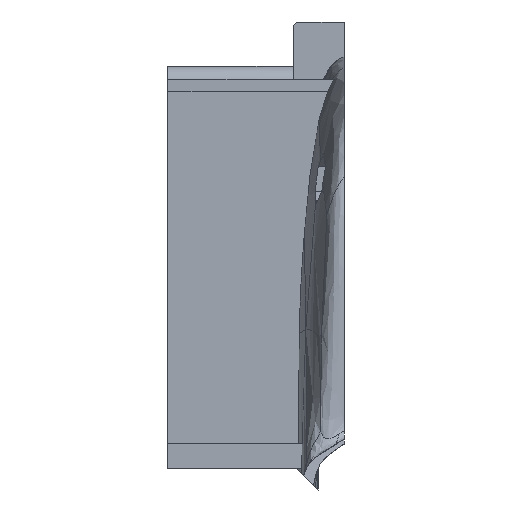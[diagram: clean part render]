
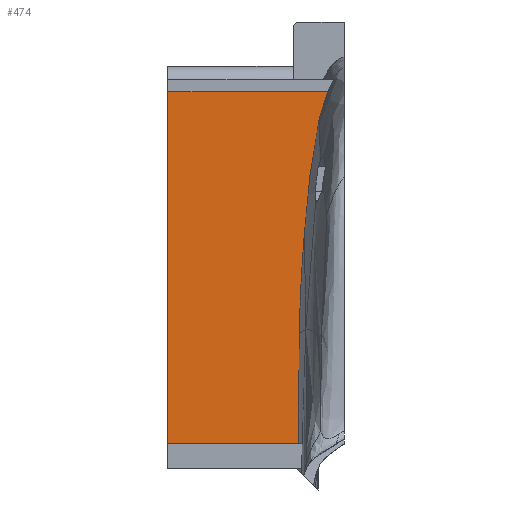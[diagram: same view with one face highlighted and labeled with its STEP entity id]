
A CAD part, front view. The second image highlights one B-rep face of the part: STEP entity #474.
In plain terms, the highlighted planar face has unit normal (0, -1, 0).
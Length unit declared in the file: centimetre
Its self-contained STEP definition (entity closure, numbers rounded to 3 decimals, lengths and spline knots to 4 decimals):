
#474=ADVANCED_FACE('',(#842),#5580,.T.);
#842=FACE_OUTER_BOUND('',#1213,.T.);
#1213=EDGE_LOOP('',(#2096,#2097,#2098,#2099,#2100,#2101,#2102));
#2096=ORIENTED_EDGE('',*,*,#3579,.T.);
#2097=ORIENTED_EDGE('',*,*,#3582,.T.);
#2098=ORIENTED_EDGE('',*,*,#3563,.T.);
#2099=ORIENTED_EDGE('',*,*,#3569,.F.);
#2100=ORIENTED_EDGE('',*,*,#3568,.F.);
#2101=ORIENTED_EDGE('',*,*,#3567,.F.);
#2102=ORIENTED_EDGE('',*,*,#3583,.F.);
#3563=EDGE_CURVE('',#5119,#5120,#4373,.T.);
#3567=EDGE_CURVE('',#5122,#5123,#4377,.T.);
#3568=EDGE_CURVE('',#5123,#5124,#4378,.T.);
#3569=EDGE_CURVE('',#5124,#5120,#4379,.T.);
#3579=EDGE_CURVE('',#5131,#5128,#4389,.T.);
#3582=EDGE_CURVE('',#5128,#5119,#4392,.T.);
#3583=EDGE_CURVE('',#5131,#5122,#4393,.T.);
#4373=B_SPLINE_CURVE_WITH_KNOTS('',1,(#13188,#13189),.UNSPECIFIED.,.F.,
 .F.,(2,2),(-5.1607,-4.8605),.UNSPECIFIED.);
#4377=B_SPLINE_CURVE_WITH_KNOTS('',3,(#13198,#13199,#13200,#13201,#13202,
#13203,#13204,#13205,#13206,#13207,#13208,#13209,#13210,#13211,#13212,#13213),
 .UNSPECIFIED.,.F.,.F.,(4,3,3,3,3,4),(0.,0.4184,0.8876,
1.3765,1.8099,1.8548),.UNSPECIFIED.);
#4378=B_SPLINE_CURVE_WITH_KNOTS('',3,(#13214,#13215,#13216,#13217,#13218,
#13219,#13220,#13221,#13222,#13223,#13224,#13225,#13226,#13227,#13228,#13229),
 .UNSPECIFIED.,.F.,.F.,(4,3,3,3,3,4),(0.,0.4473,0.7595,
0.9143,1.2025,1.621),.UNSPECIFIED.);
#4379=B_SPLINE_CURVE_WITH_KNOTS('',3,(#13230,#13231,#13232,#13233,#13234,
#13235,#13236,#13237,#13238,#13239,#13240,#13241,#13242,#13243,#13244,#13245),
 .UNSPECIFIED.,.F.,.F.,(4,3,3,3,3,4),(0.,0.3308,0.4766,
1.0639,1.8029,2.1036),.UNSPECIFIED.);
#4389=B_SPLINE_CURVE_WITH_KNOTS('',1,(#13321,#13322),.UNSPECIFIED.,.F.,
 .F.,(2,2),(-0.9072,1.058),.UNSPECIFIED.);
#4392=B_SPLINE_CURVE_WITH_KNOTS('',1,(#13327,#13328),.UNSPECIFIED.,.F.,
 .F.,(2,2),(-5.3306,0.),.UNSPECIFIED.);
#4393=B_SPLINE_CURVE_WITH_KNOTS('',3,(#13329,#13330,#13331,#13332,#13333,
#13334,#13335),.UNSPECIFIED.,.F.,.F.,(4,3,4),(0.3875,0.507,
0.849),.UNSPECIFIED.);
#5119=VERTEX_POINT('',#13175);
#5120=VERTEX_POINT('',#13176);
#5122=VERTEX_POINT('',#13178);
#5123=VERTEX_POINT('',#13179);
#5124=VERTEX_POINT('',#13180);
#5128=VERTEX_POINT('',#13184);
#5131=VERTEX_POINT('',#13187);
#5580=PLANE('',#6045);
#6045=AXIS2_PLACEMENT_3D('',#13171,#6398,$);
#6398=DIRECTION('',(0.,-1.,0.));
#13171=CARTESIAN_POINT('',(-371.826,421.6813,58.2507));
#13175=CARTESIAN_POINT('',(-374.4158,421.6813,58.2507));
#13176=CARTESIAN_POINT('',(-372.2996,421.6813,58.2507));
#13178=CARTESIAN_POINT('',(-371.9635,421.6813,63.9104));
#13179=CARTESIAN_POINT('',(-372.2034,421.6813,62.0729));
#13180=CARTESIAN_POINT('',(-372.2853,421.6813,60.4543));
#13184=CARTESIAN_POINT('',(-374.4158,421.6813,64.3499));
#13187=CARTESIAN_POINT('',(-371.826,421.6813,64.3499));
#13188=CARTESIAN_POINT('',(-374.4158,421.6813,58.2507));
#13189=CARTESIAN_POINT('',(-372.2996,421.6813,58.2507));
#13198=CARTESIAN_POINT('',(-371.9635,421.6813,63.9104));
#13199=CARTESIAN_POINT('',(-371.9946,421.6813,63.7774));
#13200=CARTESIAN_POINT('',(-372.0211,421.6813,63.6346));
#13201=CARTESIAN_POINT('',(-372.0431,421.6813,63.4999));
#13202=CARTESIAN_POINT('',(-372.068,421.6813,63.3471));
#13203=CARTESIAN_POINT('',(-372.0897,421.6813,63.1889));
#13204=CARTESIAN_POINT('',(-372.1086,421.6813,63.0353));
#13205=CARTESIAN_POINT('',(-372.1283,421.6813,62.8744));
#13206=CARTESIAN_POINT('',(-372.1458,421.6813,62.7106));
#13207=CARTESIAN_POINT('',(-372.1615,421.6813,62.5492));
#13208=CARTESIAN_POINT('',(-372.1754,421.6813,62.4055));
#13209=CARTESIAN_POINT('',(-372.188,421.6813,62.2616));
#13210=CARTESIAN_POINT('',(-372.1998,421.6813,62.1176));
#13211=CARTESIAN_POINT('',(-372.201,421.6813,62.1027));
#13212=CARTESIAN_POINT('',(-372.2022,421.6813,62.0878));
#13213=CARTESIAN_POINT('',(-372.2034,421.6813,62.0729));
#13214=CARTESIAN_POINT('',(-372.2034,421.6813,62.0729));
#13215=CARTESIAN_POINT('',(-372.2154,421.6813,61.9243));
#13216=CARTESIAN_POINT('',(-372.2264,421.6813,61.7756));
#13217=CARTESIAN_POINT('',(-372.2363,421.6813,61.6268));
#13218=CARTESIAN_POINT('',(-372.2432,421.6813,61.523));
#13219=CARTESIAN_POINT('',(-372.2496,421.6813,61.4191));
#13220=CARTESIAN_POINT('',(-372.2551,421.6813,61.3152));
#13221=CARTESIAN_POINT('',(-372.2579,421.6813,61.2636));
#13222=CARTESIAN_POINT('',(-372.2605,421.6813,61.2121));
#13223=CARTESIAN_POINT('',(-372.2629,421.6813,61.1605));
#13224=CARTESIAN_POINT('',(-372.2674,421.6813,61.0646));
#13225=CARTESIAN_POINT('',(-372.2712,421.6813,60.9686));
#13226=CARTESIAN_POINT('',(-372.2744,421.6813,60.8726));
#13227=CARTESIAN_POINT('',(-372.2791,421.6813,60.7332));
#13228=CARTESIAN_POINT('',(-372.2826,421.6813,60.5937));
#13229=CARTESIAN_POINT('',(-372.2853,421.6813,60.4543));
#13230=CARTESIAN_POINT('',(-372.2853,421.6813,60.4543));
#13231=CARTESIAN_POINT('',(-372.2875,421.6813,60.3388));
#13232=CARTESIAN_POINT('',(-372.2891,421.6813,60.2233));
#13233=CARTESIAN_POINT('',(-372.2905,421.6813,60.1078));
#13234=CARTESIAN_POINT('',(-372.2911,421.6813,60.0569));
#13235=CARTESIAN_POINT('',(-372.2916,421.6813,60.006));
#13236=CARTESIAN_POINT('',(-372.2921,421.6813,59.9551));
#13237=CARTESIAN_POINT('',(-372.2941,421.6813,59.75));
#13238=CARTESIAN_POINT('',(-372.2954,421.6813,59.5449));
#13239=CARTESIAN_POINT('',(-372.2964,421.6813,59.3398));
#13240=CARTESIAN_POINT('',(-372.2977,421.6813,59.0818));
#13241=CARTESIAN_POINT('',(-372.2984,421.6813,58.8238));
#13242=CARTESIAN_POINT('',(-372.299,421.6813,58.5658));
#13243=CARTESIAN_POINT('',(-372.2992,421.6813,58.4608));
#13244=CARTESIAN_POINT('',(-372.2994,421.6813,58.3557));
#13245=CARTESIAN_POINT('',(-372.2996,421.6813,58.2507));
#13321=CARTESIAN_POINT('',(-371.826,421.6813,64.3499));
#13322=CARTESIAN_POINT('',(-374.4158,421.6813,64.3499));
#13327=CARTESIAN_POINT('',(-374.4158,421.6813,64.3499));
#13328=CARTESIAN_POINT('',(-374.4158,421.6813,58.2507));
#13329=CARTESIAN_POINT('',(-371.826,421.6813,64.3499));
#13330=CARTESIAN_POINT('',(-371.8417,421.6813,64.3129));
#13331=CARTESIAN_POINT('',(-371.856,421.6813,64.2755));
#13332=CARTESIAN_POINT('',(-371.869,421.6813,64.2387));
#13333=CARTESIAN_POINT('',(-371.9067,421.6813,64.1327));
#13334=CARTESIAN_POINT('',(-371.9378,421.6813,64.0199));
#13335=CARTESIAN_POINT('',(-371.9635,421.6813,63.9104));
